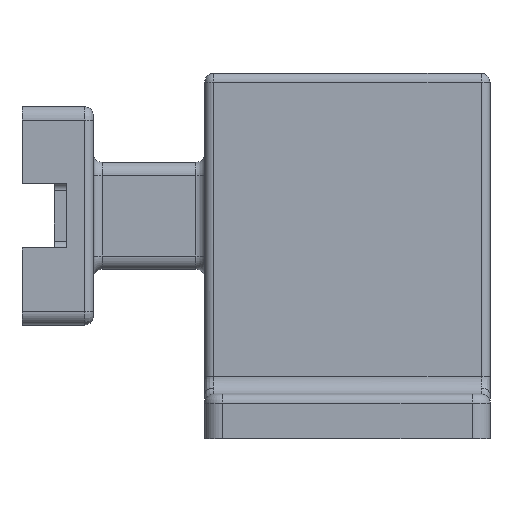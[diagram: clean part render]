
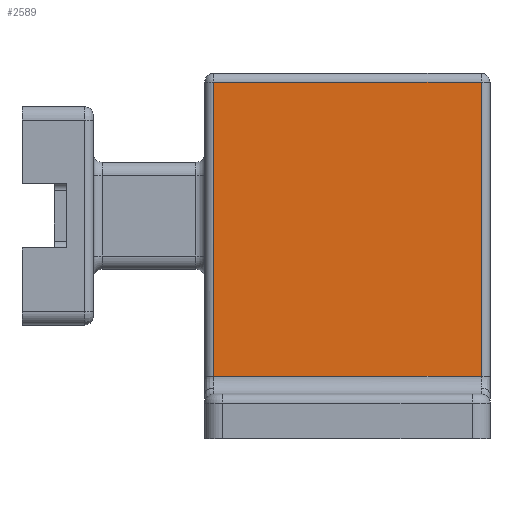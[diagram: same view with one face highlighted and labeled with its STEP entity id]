
A CAD part, left-side view. The second image highlights one B-rep face of the part: STEP entity #2589.
In plain terms, the highlighted planar face has unit normal (-1, 0, 0).
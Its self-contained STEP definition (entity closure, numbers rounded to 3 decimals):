
#330 = CYLINDRICAL_SURFACE('',#331,1.);
#331 = AXIS2_PLACEMENT_3D('',#332,#333,#334);
#332 = CARTESIAN_POINT('',(-15.,15.,7.));
#333 = DIRECTION('',(0.,0.,1.));
#334 = DIRECTION('',(0.,1.,0.));
#1141 = VERTEX_POINT('',#1142);
#1142 = CARTESIAN_POINT('',(-16.,15.,7.));
#1169 = EDGE_CURVE('',#1141,#1170,#1172,.T.);
#1170 = VERTEX_POINT('',#1171);
#1171 = CARTESIAN_POINT('',(-16.,15.,40.));
#1172 = SURFACE_CURVE('',#1173,(#1177,#1184),.PCURVE_S1.);
#1173 = LINE('',#1174,#1175);
#1174 = CARTESIAN_POINT('',(-16.,15.,7.));
#1175 = VECTOR('',#1176,1.);
#1176 = DIRECTION('',(0.,0.,1.));
#1177 = PCURVE('',#330,#1178);
#1178 = DEFINITIONAL_REPRESENTATION('',(#1179),#1183);
#1179 = LINE('',#1180,#1181);
#1180 = CARTESIAN_POINT('',(1.571,0.));
#1181 = VECTOR('',#1182,1.);
#1182 = DIRECTION('',(0.,1.));
#1183 = ( GEOMETRIC_REPRESENTATION_CONTEXT(2) 
PARAMETRIC_REPRESENTATION_CONTEXT() REPRESENTATION_CONTEXT('2D SPACE',''
  ) );
#1184 = PCURVE('',#1185,#1190);
#1185 = PLANE('',#1186);
#1186 = AXIS2_PLACEMENT_3D('',#1187,#1188,#1189);
#1187 = CARTESIAN_POINT('',(-16.,16.,5.));
#1188 = DIRECTION('',(1.,0.,0.));
#1189 = DIRECTION('',(0.,-1.,0.));
#1190 = DEFINITIONAL_REPRESENTATION('',(#1191),#1195);
#1191 = LINE('',#1192,#1193);
#1192 = CARTESIAN_POINT('',(1.,-2.));
#1193 = VECTOR('',#1194,1.);
#1194 = DIRECTION('',(0.,-1.));
#1195 = ( GEOMETRIC_REPRESENTATION_CONTEXT(2) 
PARAMETRIC_REPRESENTATION_CONTEXT() REPRESENTATION_CONTEXT('2D SPACE',''
  ) );
#1479 = CYLINDRICAL_SURFACE('',#1480,2.);
#1480 = AXIS2_PLACEMENT_3D('',#1481,#1482,#1483);
#1481 = CARTESIAN_POINT('',(-18.,16.,7.));
#1482 = DIRECTION('',(0.,1.,0.));
#1483 = DIRECTION('',(1.,0.,0.));
#2286 = CYLINDRICAL_SURFACE('',#2287,1.);
#2287 = AXIS2_PLACEMENT_3D('',#2288,#2289,#2290);
#2288 = CARTESIAN_POINT('',(-15.,15.,40.));
#2289 = DIRECTION('',(0.,-1.,0.));
#2290 = DIRECTION('',(0.,0.,1.));
#2589 = ADVANCED_FACE('',(#2590),#1185,.F.);
#2590 = FACE_BOUND('',#2591,.F.);
#2591 = EDGE_LOOP('',(#2592,#2593,#2616,#2644));
#2592 = ORIENTED_EDGE('',*,*,#1169,.T.);
#2593 = ORIENTED_EDGE('',*,*,#2594,.T.);
#2594 = EDGE_CURVE('',#1170,#2595,#2597,.T.);
#2595 = VERTEX_POINT('',#2596);
#2596 = CARTESIAN_POINT('',(-16.,-15.,40.));
#2597 = SURFACE_CURVE('',#2598,(#2602,#2609),.PCURVE_S1.);
#2598 = LINE('',#2599,#2600);
#2599 = CARTESIAN_POINT('',(-16.,15.,40.));
#2600 = VECTOR('',#2601,1.);
#2601 = DIRECTION('',(0.,-1.,0.));
#2602 = PCURVE('',#1185,#2603);
#2603 = DEFINITIONAL_REPRESENTATION('',(#2604),#2608);
#2604 = LINE('',#2605,#2606);
#2605 = CARTESIAN_POINT('',(1.,-35.));
#2606 = VECTOR('',#2607,1.);
#2607 = DIRECTION('',(1.,0.));
#2608 = ( GEOMETRIC_REPRESENTATION_CONTEXT(2) 
PARAMETRIC_REPRESENTATION_CONTEXT() REPRESENTATION_CONTEXT('2D SPACE',''
  ) );
#2609 = PCURVE('',#2286,#2610);
#2610 = DEFINITIONAL_REPRESENTATION('',(#2611),#2615);
#2611 = LINE('',#2612,#2613);
#2612 = CARTESIAN_POINT('',(1.571,0.));
#2613 = VECTOR('',#2614,1.);
#2614 = DIRECTION('',(0.,1.));
#2615 = ( GEOMETRIC_REPRESENTATION_CONTEXT(2) 
PARAMETRIC_REPRESENTATION_CONTEXT() REPRESENTATION_CONTEXT('2D SPACE',''
  ) );
#2616 = ORIENTED_EDGE('',*,*,#2617,.T.);
#2617 = EDGE_CURVE('',#2595,#2618,#2620,.T.);
#2618 = VERTEX_POINT('',#2619);
#2619 = CARTESIAN_POINT('',(-16.,-15.,7.));
#2620 = SURFACE_CURVE('',#2621,(#2625,#2632),.PCURVE_S1.);
#2621 = LINE('',#2622,#2623);
#2622 = CARTESIAN_POINT('',(-16.,-15.,41.));
#2623 = VECTOR('',#2624,1.);
#2624 = DIRECTION('',(-0.,-0.,-1.));
#2625 = PCURVE('',#1185,#2626);
#2626 = DEFINITIONAL_REPRESENTATION('',(#2627),#2631);
#2627 = LINE('',#2628,#2629);
#2628 = CARTESIAN_POINT('',(31.,-36.));
#2629 = VECTOR('',#2630,1.);
#2630 = DIRECTION('',(0.,1.));
#2631 = ( GEOMETRIC_REPRESENTATION_CONTEXT(2) 
PARAMETRIC_REPRESENTATION_CONTEXT() REPRESENTATION_CONTEXT('2D SPACE',''
  ) );
#2632 = PCURVE('',#2633,#2638);
#2633 = CYLINDRICAL_SURFACE('',#2634,1.);
#2634 = AXIS2_PLACEMENT_3D('',#2635,#2636,#2637);
#2635 = CARTESIAN_POINT('',(-15.,-15.,41.));
#2636 = DIRECTION('',(-0.,-0.,-1.));
#2637 = DIRECTION('',(0.,-1.,0.));
#2638 = DEFINITIONAL_REPRESENTATION('',(#2639),#2643);
#2639 = LINE('',#2640,#2641);
#2640 = CARTESIAN_POINT('',(1.571,0.));
#2641 = VECTOR('',#2642,1.);
#2642 = DIRECTION('',(0.,1.));
#2643 = ( GEOMETRIC_REPRESENTATION_CONTEXT(2) 
PARAMETRIC_REPRESENTATION_CONTEXT() REPRESENTATION_CONTEXT('2D SPACE',''
  ) );
#2644 = ORIENTED_EDGE('',*,*,#2645,.F.);
#2645 = EDGE_CURVE('',#1141,#2618,#2646,.T.);
#2646 = SURFACE_CURVE('',#2647,(#2651,#2658),.PCURVE_S1.);
#2647 = LINE('',#2648,#2649);
#2648 = CARTESIAN_POINT('',(-16.,16.,7.));
#2649 = VECTOR('',#2650,1.);
#2650 = DIRECTION('',(0.,-1.,0.));
#2651 = PCURVE('',#1185,#2652);
#2652 = DEFINITIONAL_REPRESENTATION('',(#2653),#2657);
#2653 = LINE('',#2654,#2655);
#2654 = CARTESIAN_POINT('',(0.,-2.));
#2655 = VECTOR('',#2656,1.);
#2656 = DIRECTION('',(1.,0.));
#2657 = ( GEOMETRIC_REPRESENTATION_CONTEXT(2) 
PARAMETRIC_REPRESENTATION_CONTEXT() REPRESENTATION_CONTEXT('2D SPACE',''
  ) );
#2658 = PCURVE('',#1479,#2659);
#2659 = DEFINITIONAL_REPRESENTATION('',(#2660),#2664);
#2660 = LINE('',#2661,#2662);
#2661 = CARTESIAN_POINT('',(-6.283,0.));
#2662 = VECTOR('',#2663,1.);
#2663 = DIRECTION('',(-0.,-1.));
#2664 = ( GEOMETRIC_REPRESENTATION_CONTEXT(2) 
PARAMETRIC_REPRESENTATION_CONTEXT() REPRESENTATION_CONTEXT('2D SPACE',''
  ) );
